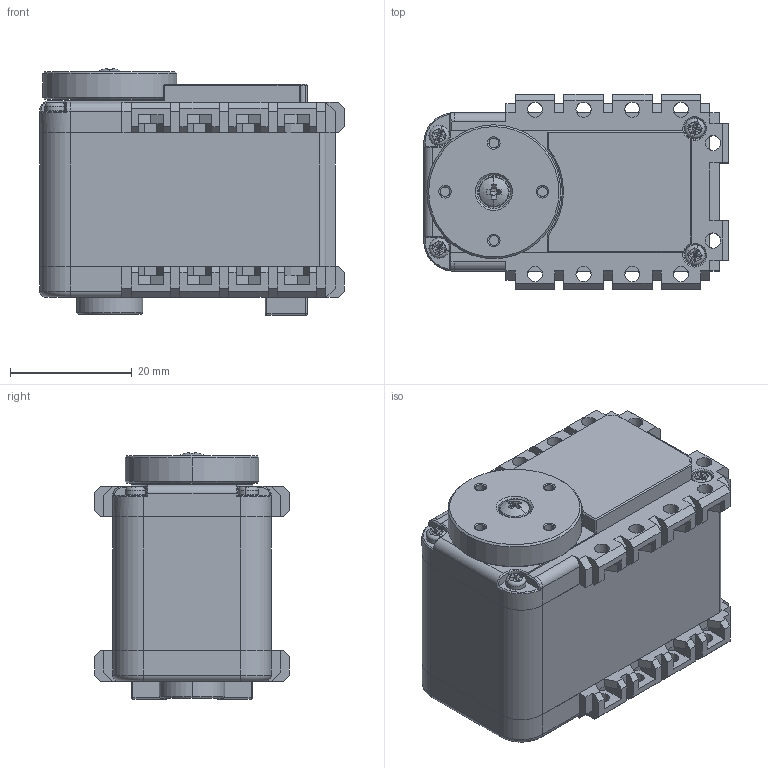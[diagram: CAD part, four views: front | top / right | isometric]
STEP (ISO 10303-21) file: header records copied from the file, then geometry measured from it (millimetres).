
FILE_DESCRIPTION (( 'STEP AP214' ), '1' );
FILE_NAME ('AX-12A.STEP', '2020-09-17T13:50:08', ( '' ), ( '' ), 'SwSTEP 2.0', 'SolidWorks 2017', '' );
FILE_SCHEMA (( 'AUTOMOTIVE_DESIGN' ));
Length unit declared in the file: millimetre
Products named in the file (7): pan head cross recess screw_iso_ISO 7045 - M2.5 x 8 - Z --- 8C; AX-12A-02; AX-12A-04; AX-12A-03; SetScrew; AX-12A; AX-12A-01
Assembly tree (9 placements, depth 2):
  AX-12A
    AX-12A-01
    AX-12A-02
    AX-12A-03
    AX-12A-04
    SetScrew  x4
    pan head cross recess screw_iso_ISO 7045 - M2.5 x 8 - Z --- 8C
Bounding box: 50 x 32 x 40.55 mm (x, y, z)
Volume: 43005.1 mm3; surface area: 17555 mm2
Topology: 9 solids, 9 shells, 982 faces, 2610 edges, 1647 vertices
Faces by surface type: plane 564, cylinder 255, cone 125, torus 18, bspline 10, sphere 10
Entity records: 26189 total; most frequent: CARTESIAN_POINT 5859, ORIENTED_EDGE 4200, DIRECTION 4046, EDGE_CURVE 2100, VECTOR 1548, LINE 1548, VERTEX_POINT 1332, AXIS2_PLACEMENT_3D 1249
